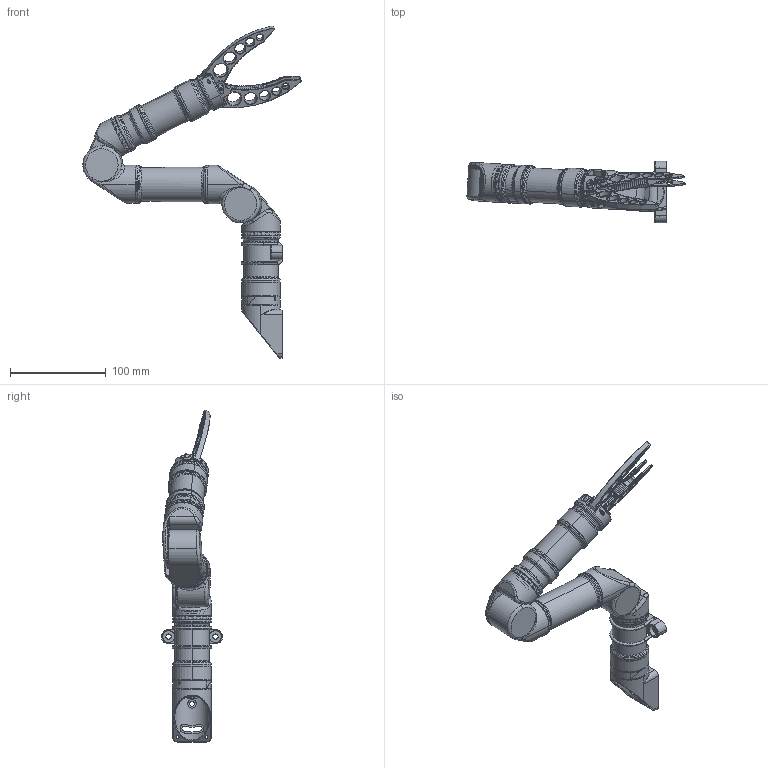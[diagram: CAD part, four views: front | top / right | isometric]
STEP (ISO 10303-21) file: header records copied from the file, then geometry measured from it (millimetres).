
FILE_DESCRIPTION (( 'STEP AP214' ), '1' );
FILE_NAME ('RS1-4000.STEP', '2019-04-22T23:54:49', ( 'Michael Bailey' ), ( '' ), 'SwSTEP 2.0', 'SolidWorks 2016', '' );
FILE_SCHEMA (( 'AUTOMOTIVE_DESIGN' ));
Length unit declared in the file: millimetre
Products named in the file (23): BOLT-SS-M4LXX_BOLT-SS-M4L16; BOLT-SS-M3LXX_BOLT-SS-M3L16; XFM_0405_04_1; RS1-130; RS1-139; RS1-124; RS1-223-Defeatured; R5M-M1-Defeatured; RS1-100-Defeatured_Short; M1; BOLT-CS-M3LX_BOLT-CS-M3L6; RS1-180; RS1-4000; RS1-182; 3mm Oring Clip R5M; RS1-181; RS1-183; M2; IE55-1200-BCR; M2-1; RS1-1014; BOLT-SH-M2P5LX_BOLT-SH-M2P5L12; WTM_0509_006_1
Assembly tree (34 placements, depth 3):
  RS1-4000
    R5M-M1-Defeatured
      M1
    RS1-1014
      RS1-124
      RS1-139
      RS1-130
      XFM_0405_04_1  x4
      BOLT-SS-M3LXX_BOLT-SS-M3L16  x2
      BOLT-SS-M4LXX_BOLT-SS-M4L16
      WTM_0509_006_1  x2
      BOLT-SH-M2P5LX_BOLT-SH-M2P5L12  x4
    M2-1  x2
    IE55-1200-BCR
    M2
    RS1-183
    RS1-181
    3mm Oring Clip R5M
    RS1-182
    RS1-180
    BOLT-CS-M3LX_BOLT-CS-M3L6  x4
    RS1-100-Defeatured_Short
    RS1-223-Defeatured
Bounding box: 227.75 x 64 x 346.52 mm (x, y, z)
Volume: 525521.3 mm3; surface area: 125242 mm2
Topology: 34 solids, 36 shells, 2230 faces, 5487 edges, 3352 vertices
Faces by surface type: cylinder 928, plane 575, cone 409, torus 178, bspline 122, sphere 18
Entity records: 73091 total; most frequent: CARTESIAN_POINT 24913, DIRECTION 9914, ORIENTED_EDGE 9354, EDGE_CURVE 4677, AXIS2_PLACEMENT_3D 4009, VERTEX_POINT 2880, CIRCLE 2172, EDGE_LOOP 2075
